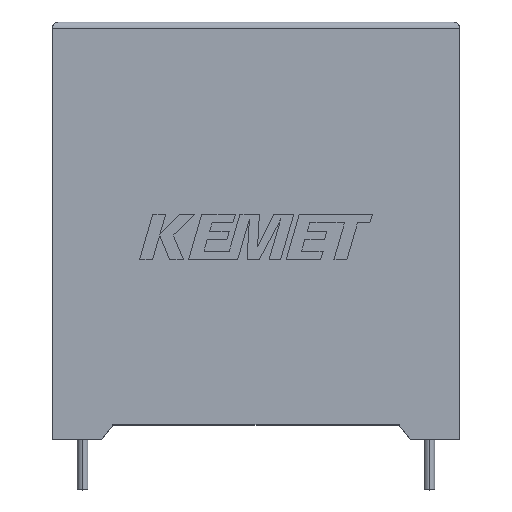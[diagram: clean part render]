
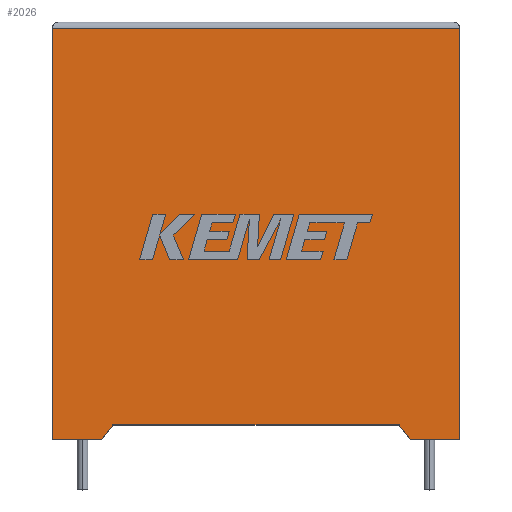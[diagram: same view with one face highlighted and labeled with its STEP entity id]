
A CAD part, top view. The second image highlights one B-rep face of the part: STEP entity #2026.
In plain terms, the highlighted planar face has unit normal (0, 0, 1).
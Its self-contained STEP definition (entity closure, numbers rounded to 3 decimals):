
#109 = ORIENTED_EDGE ( 'NONE', *, *, #2193, .T. ) ;
#148 = EDGE_CURVE ( 'NONE', #325, #2587, #2822, .T. ) ;
#152 = VERTEX_POINT ( 'NONE', #2148 ) ;
#220 = AXIS2_PLACEMENT_3D ( 'NONE', #451, #2348, #2591 ) ;
#325 = VERTEX_POINT ( 'NONE', #2366 ) ;
#382 = VERTEX_POINT ( 'NONE', #2142 ) ;
#389 = LINE ( 'NONE', #2768, #1620 ) ;
#451 = CARTESIAN_POINT ( 'NONE',  ( 0., 0., 18.2 ) ) ;
#461 = LINE ( 'NONE', #2317, #622 ) ;
#622 = VECTOR ( 'NONE', #1184, 1000. ) ;
#772 = FACE_OUTER_BOUND ( 'NONE', #1492, .T. ) ;
#773 = VECTOR ( 'NONE', #2705, 1000. ) ;
#815 = CARTESIAN_POINT ( 'NONE',  ( 0., 0., 18.2 ) ) ;
#896 = LINE ( 'NONE', #1131, #2698 ) ;
#964 = VERTEX_POINT ( 'NONE', #1857 ) ;
#1045 = CARTESIAN_POINT ( 'NONE',  ( 28.4, 0., 18.2 ) ) ;
#1131 = CARTESIAN_POINT ( 'NONE',  ( 0., 0., 18.2 ) ) ;
#1184 = DIRECTION ( 'NONE',  ( -0.618, -0.786, 0. ) ) ;
#1198 = CARTESIAN_POINT ( 'NONE',  ( 16.15, 1.141, 18.2 ) ) ;
#1220 = EDGE_CURVE ( 'NONE', #382, #964, #1360, .T. ) ;
#1241 = EDGE_CURVE ( 'NONE', #325, #1918, #389, .T. ) ;
#1273 = CARTESIAN_POINT ( 'NONE',  ( 32.3, 0., 18.2 ) ) ;
#1317 = CARTESIAN_POINT ( 'NONE',  ( 0., 32.6, 18.2 ) ) ;
#1320 = ORIENTED_EDGE ( 'NONE', *, *, #1473, .T. ) ;
#1360 = LINE ( 'NONE', #1632, #2590 ) ;
#1376 = LINE ( 'NONE', #1317, #2990 ) ;
#1473 = EDGE_CURVE ( 'NONE', #152, #382, #896, .T. ) ;
#1492 = EDGE_LOOP ( 'NONE', ( #2959, #109, #1320, #3049, #2030, #2889, #1779, #2934 ) ) ;
#1620 = VECTOR ( 'NONE', #1828, 1000. ) ;
#1632 = CARTESIAN_POINT ( 'NONE',  ( 0., 0., 18.2 ) ) ;
#1636 = CARTESIAN_POINT ( 'NONE',  ( 4.797, 1.141, 18.2 ) ) ;
#1657 = DIRECTION ( 'NONE',  ( -1., 0., 0. ) ) ;
#1676 = DIRECTION ( 'NONE',  ( -1., 0., 0. ) ) ;
#1779 = ORIENTED_EDGE ( 'NONE', *, *, #1241, .T. ) ;
#1828 = DIRECTION ( 'NONE',  ( 0.618, -0.786, 0. ) ) ;
#1845 = CARTESIAN_POINT ( 'NONE',  ( 32.3, 32.6, 18.2 ) ) ;
#1857 = CARTESIAN_POINT ( 'NONE',  ( 3.9, 0., 18.2 ) ) ;
#1907 = VECTOR ( 'NONE', #1676, 1000. ) ;
#1918 = VERTEX_POINT ( 'NONE', #1045 ) ;
#2003 = DIRECTION ( 'NONE',  ( 0., 1., 0. ) ) ;
#2008 = VERTEX_POINT ( 'NONE', #2484 ) ;
#2018 = LINE ( 'NONE', #1273, #2657 ) ;
#2026 = ADVANCED_FACE ( 'NONE', ( #772 ), #2060, .F. ) ;
#2030 = ORIENTED_EDGE ( 'NONE', *, *, #2210, .F. ) ;
#2060 = PLANE ( 'NONE',  #220 ) ;
#2142 = CARTESIAN_POINT ( 'NONE',  ( 0., 0., 18.2 ) ) ;
#2148 = CARTESIAN_POINT ( 'NONE',  ( 0., 32.6, 18.2 ) ) ;
#2193 = EDGE_CURVE ( 'NONE', #2538, #152, #1376, .T. ) ;
#2210 = EDGE_CURVE ( 'NONE', #2587, #964, #461, .T. ) ;
#2317 = CARTESIAN_POINT ( 'NONE',  ( 3.9, 0., 18.2 ) ) ;
#2348 = DIRECTION ( 'NONE',  ( 0., 0., -1. ) ) ;
#2366 = CARTESIAN_POINT ( 'NONE',  ( 27.503, 1.141, 18.2 ) ) ;
#2484 = CARTESIAN_POINT ( 'NONE',  ( 32.3, 0., 18.2 ) ) ;
#2538 = VERTEX_POINT ( 'NONE', #1845 ) ;
#2587 = VERTEX_POINT ( 'NONE', #1636 ) ;
#2590 = VECTOR ( 'NONE', #2783, 1000. ) ;
#2591 = DIRECTION ( 'NONE',  ( -1., 0., 0. ) ) ;
#2657 = VECTOR ( 'NONE', #2003, 1000. ) ;
#2698 = VECTOR ( 'NONE', #3012, 1000. ) ;
#2705 = DIRECTION ( 'NONE',  ( 1., 0., 0. ) ) ;
#2761 = EDGE_CURVE ( 'NONE', #2008, #2538, #2018, .T. ) ;
#2768 = CARTESIAN_POINT ( 'NONE',  ( 28.4, 0., 18.2 ) ) ;
#2770 = EDGE_CURVE ( 'NONE', #1918, #2008, #2947, .T. ) ;
#2783 = DIRECTION ( 'NONE',  ( 1., 0., 0. ) ) ;
#2822 = LINE ( 'NONE', #1198, #1907 ) ;
#2889 = ORIENTED_EDGE ( 'NONE', *, *, #148, .F. ) ;
#2934 = ORIENTED_EDGE ( 'NONE', *, *, #2770, .T. ) ;
#2947 = LINE ( 'NONE', #815, #773 ) ;
#2959 = ORIENTED_EDGE ( 'NONE', *, *, #2761, .T. ) ;
#2990 = VECTOR ( 'NONE', #1657, 1000. ) ;
#3012 = DIRECTION ( 'NONE',  ( 0., -1., 0. ) ) ;
#3049 = ORIENTED_EDGE ( 'NONE', *, *, #1220, .T. ) ;
